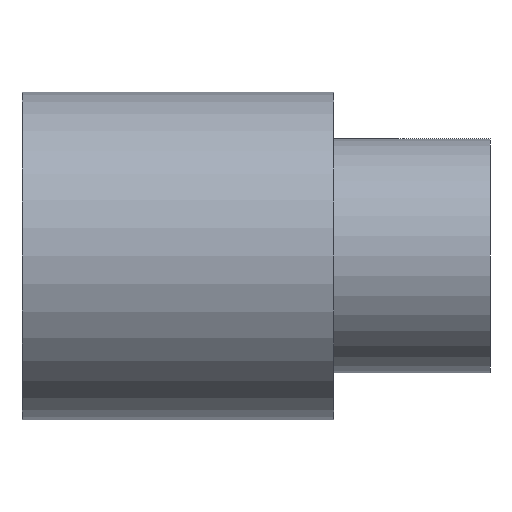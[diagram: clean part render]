
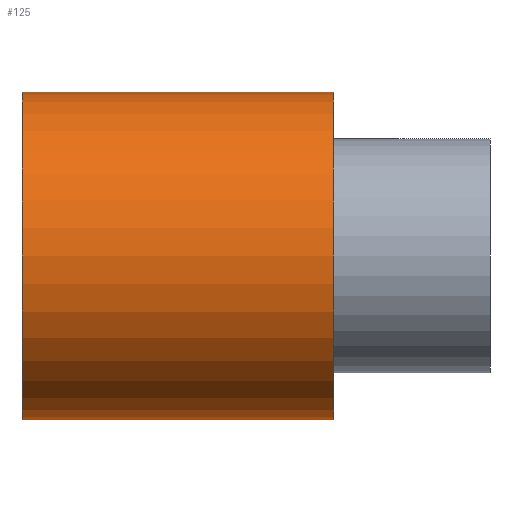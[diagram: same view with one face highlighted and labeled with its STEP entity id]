
A CAD part, front view. The second image highlights one B-rep face of the part: STEP entity #125.
In plain terms, the highlighted cylindrical face has radius 10.5 mm (diameter 21 mm), a partial arc.
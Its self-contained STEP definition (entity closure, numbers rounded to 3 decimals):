
#9 = CIRCLE ( 'NONE', #280, 10.5 ) ;
#29 = VERTEX_POINT ( 'NONE', #311 ) ;
#34 = LINE ( 'NONE', #215, #76 ) ;
#76 = VECTOR ( 'NONE', #89, 1000. ) ;
#80 = CARTESIAN_POINT ( 'NONE',  ( 20., 0., 10.5 ) ) ;
#89 = DIRECTION ( 'NONE',  ( -1., 0., 0. ) ) ;
#90 = VECTOR ( 'NONE', #208, 1000. ) ;
#101 = CARTESIAN_POINT ( 'NONE',  ( 0., 0., -10.5 ) ) ;
#106 = LINE ( 'NONE', #258, #90 ) ;
#121 = CIRCLE ( 'NONE', #122, 10.5 ) ;
#122 = AXIS2_PLACEMENT_3D ( 'NONE', #170, #287, #134 ) ;
#123 = CARTESIAN_POINT ( 'NONE',  ( 0., 0., 0. ) ) ;
#125 = ADVANCED_FACE ( 'NONE', ( #199 ), #296, .T. ) ;
#126 = AXIS2_PLACEMENT_3D ( 'NONE', #123, #176, #307 ) ;
#128 = CARTESIAN_POINT ( 'NONE',  ( 20., 0., 0. ) ) ;
#129 = ORIENTED_EDGE ( 'NONE', *, *, #130, .F. ) ;
#130 = EDGE_CURVE ( 'NONE', #284, #243, #106, .T. ) ;
#134 = DIRECTION ( 'NONE',  ( 0., 0., 1. ) ) ;
#137 = CARTESIAN_POINT ( 'NONE',  ( 20., 0., -10.5 ) ) ;
#156 = ORIENTED_EDGE ( 'NONE', *, *, #326, .F. ) ;
#158 = ORIENTED_EDGE ( 'NONE', *, *, #225, .T. ) ;
#160 = EDGE_LOOP ( 'NONE', ( #129, #158, #212, #156 ) ) ;
#170 = CARTESIAN_POINT ( 'NONE',  ( 0., 0., 0. ) ) ;
#176 = DIRECTION ( 'NONE',  ( -1., 0., 0. ) ) ;
#199 = FACE_OUTER_BOUND ( 'NONE', #160, .T. ) ;
#205 = VERTEX_POINT ( 'NONE', #80 ) ;
#208 = DIRECTION ( 'NONE',  ( -1., 0., 0. ) ) ;
#212 = ORIENTED_EDGE ( 'NONE', *, *, #285, .T. ) ;
#215 = CARTESIAN_POINT ( 'NONE',  ( 0., 0., 10.5 ) ) ;
#225 = EDGE_CURVE ( 'NONE', #284, #205, #9, .T. ) ;
#229 = DIRECTION ( 'NONE',  ( -1., 0., 0. ) ) ;
#243 = VERTEX_POINT ( 'NONE', #101 ) ;
#258 = CARTESIAN_POINT ( 'NONE',  ( 0., 0., -10.5 ) ) ;
#280 = AXIS2_PLACEMENT_3D ( 'NONE', #128, #229, #327 ) ;
#284 = VERTEX_POINT ( 'NONE', #137 ) ;
#285 = EDGE_CURVE ( 'NONE', #205, #29, #34, .T. ) ;
#287 = DIRECTION ( 'NONE',  ( -1., 0., 0. ) ) ;
#296 = CYLINDRICAL_SURFACE ( 'NONE', #126, 10.5 ) ;
#307 = DIRECTION ( 'NONE',  ( 0., 0., 1. ) ) ;
#311 = CARTESIAN_POINT ( 'NONE',  ( 0., 0., 10.5 ) ) ;
#326 = EDGE_CURVE ( 'NONE', #243, #29, #121, .T. ) ;
#327 = DIRECTION ( 'NONE',  ( 0., 0., 1. ) ) ;
